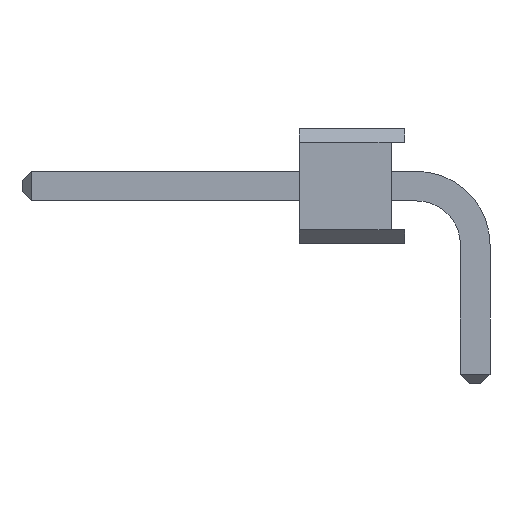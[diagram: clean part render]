
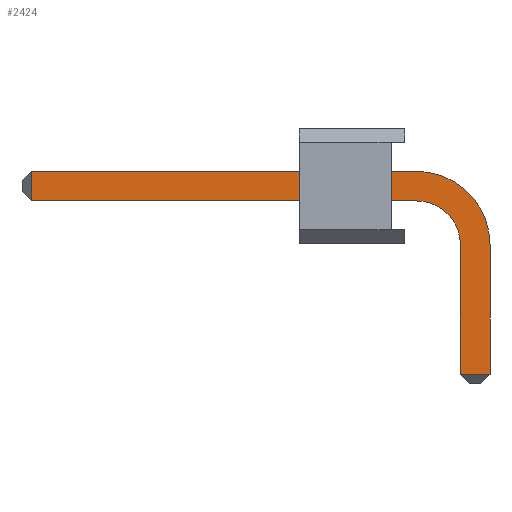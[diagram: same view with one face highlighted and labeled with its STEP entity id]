
A CAD part, left-side view. The second image highlights one B-rep face of the part: STEP entity #2424.
In plain terms, the highlighted planar face has unit normal (-1, 0, 0).
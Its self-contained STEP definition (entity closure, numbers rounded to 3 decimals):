
#63 = LINE ( 'NONE', #4875, #3829 ) ;
#80 = VECTOR ( 'NONE', #2154, 1000. ) ;
#123 = DIRECTION ( 'NONE',  ( 0., 1., 0. ) ) ;
#317 = EDGE_CURVE ( 'NONE', #5715, #6198, #5155, .T. ) ;
#450 = DIRECTION ( 'NONE',  ( 0., 0., -1. ) ) ;
#578 = ORIENTED_EDGE ( 'NONE', *, *, #4512, .T. ) ;
#710 = LINE ( 'NONE', #4527, #2020 ) ;
#800 = ORIENTED_EDGE ( 'NONE', *, *, #3222, .F. ) ;
#879 = DIRECTION ( 'NONE',  ( 1., 0., 0. ) ) ;
#970 = ORIENTED_EDGE ( 'NONE', *, *, #1599, .F. ) ;
#1015 = EDGE_LOOP ( 'NONE', ( #1357, #1441, #578, #800, #2958, #970, #1058, #2669 ) ) ;
#1058 = ORIENTED_EDGE ( 'NONE', *, *, #1364, .F. ) ;
#1077 = DIRECTION ( 'NONE',  ( 0., 0., 1. ) ) ;
#1114 = LINE ( 'NONE', #3059, #5493 ) ;
#1174 = DIRECTION ( 'NONE',  ( 0., 0., -1. ) ) ;
#1180 = CIRCLE ( 'NONE', #5536, 1.59 ) ;
#1357 = ORIENTED_EDGE ( 'NONE', *, *, #317, .T. ) ;
#1364 = EDGE_CURVE ( 'NONE', #1617, #5076, #1957, .T. ) ;
#1441 = ORIENTED_EDGE ( 'NONE', *, *, #1833, .T. ) ;
#1448 = EDGE_CURVE ( 'NONE', #3299, #2590, #2421, .T. ) ;
#1599 = EDGE_CURVE ( 'NONE', #5076, #3299, #1180, .T. ) ;
#1617 = VERTEX_POINT ( 'NONE', #2829 ) ;
#1760 = DIRECTION ( 'NONE',  ( 0., -1., 0. ) ) ;
#1833 = EDGE_CURVE ( 'NONE', #6198, #6139, #2194, .T. ) ;
#1917 = DIRECTION ( 'NONE',  ( 1., 0., 0. ) ) ;
#1957 = LINE ( 'NONE', #2274, #4417 ) ;
#1991 = AXIS2_PLACEMENT_3D ( 'NONE', #5233, #2282, #5717 ) ;
#2020 = VECTOR ( 'NONE', #1077, 1000. ) ;
#2150 = CARTESIAN_POINT ( 'NONE',  ( -0.32, -0.32, 0. ) ) ;
#2154 = DIRECTION ( 'NONE',  ( 0., -1., 0. ) ) ;
#2194 = CIRCLE ( 'NONE', #3000, 0.95 ) ;
#2274 = CARTESIAN_POINT ( 'NONE',  ( -0.32, 1.27, 1.59 ) ) ;
#2282 = DIRECTION ( 'NONE',  ( 1., 0., 0. ) ) ;
#2421 = LINE ( 'NONE', #4606, #3721 ) ;
#2424 = ADVANCED_FACE ( 'NONE', ( #4874 ), #6182, .F. ) ;
#2488 = CARTESIAN_POINT ( 'NONE',  ( -0.32, 9.61, 0.95 ) ) ;
#2590 = VERTEX_POINT ( 'NONE', #4569 ) ;
#2669 = ORIENTED_EDGE ( 'NONE', *, *, #4730, .F. ) ;
#2822 = CARTESIAN_POINT ( 'NONE',  ( -0.32, 0.32, 0. ) ) ;
#2829 = CARTESIAN_POINT ( 'NONE',  ( -0.32, 9.61, 1.59 ) ) ;
#2958 = ORIENTED_EDGE ( 'NONE', *, *, #1448, .F. ) ;
#3000 = AXIS2_PLACEMENT_3D ( 'NONE', #4858, #1917, #5360 ) ;
#3059 = CARTESIAN_POINT ( 'NONE',  ( -0.32, -0.32, -2.8 ) ) ;
#3222 = EDGE_CURVE ( 'NONE', #2590, #6213, #1114, .T. ) ;
#3299 = VERTEX_POINT ( 'NONE', #2150 ) ;
#3721 = VECTOR ( 'NONE', #1174, 1000. ) ;
#3821 = CARTESIAN_POINT ( 'NONE',  ( -0.32, 1.27, 0. ) ) ;
#3829 = VECTOR ( 'NONE', #450, 1000. ) ;
#4317 = DIRECTION ( 'NONE',  ( 0., 0., 1. ) ) ;
#4367 = CARTESIAN_POINT ( 'NONE',  ( -0.32, 1.27, 0.95 ) ) ;
#4417 = VECTOR ( 'NONE', #1760, 1000. ) ;
#4512 = EDGE_CURVE ( 'NONE', #6139, #6213, #63, .T. ) ;
#4527 = CARTESIAN_POINT ( 'NONE',  ( -0.32, 9.61, 1.59 ) ) ;
#4569 = CARTESIAN_POINT ( 'NONE',  ( -0.32, -0.32, -2.8 ) ) ;
#4606 = CARTESIAN_POINT ( 'NONE',  ( -0.32, -0.32, -3. ) ) ;
#4730 = EDGE_CURVE ( 'NONE', #5715, #1617, #710, .T. ) ;
#4858 = CARTESIAN_POINT ( 'NONE',  ( -0.32, 1.27, 0. ) ) ;
#4874 = FACE_OUTER_BOUND ( 'NONE', #1015, .T. ) ;
#4875 = CARTESIAN_POINT ( 'NONE',  ( -0.32, 0.32, -3. ) ) ;
#5076 = VERTEX_POINT ( 'NONE', #5983 ) ;
#5155 = LINE ( 'NONE', #5599, #80 ) ;
#5233 = CARTESIAN_POINT ( 'NONE',  ( -0.32, 1.27, 1.59 ) ) ;
#5360 = DIRECTION ( 'NONE',  ( 0., 0., 1. ) ) ;
#5363 = CARTESIAN_POINT ( 'NONE',  ( -0.32, 0.32, -2.8 ) ) ;
#5493 = VECTOR ( 'NONE', #123, 1000. ) ;
#5536 = AXIS2_PLACEMENT_3D ( 'NONE', #3821, #879, #4317 ) ;
#5599 = CARTESIAN_POINT ( 'NONE',  ( -0.32, 1.27, 0.95 ) ) ;
#5715 = VERTEX_POINT ( 'NONE', #2488 ) ;
#5717 = DIRECTION ( 'NONE',  ( 0., 0., -1. ) ) ;
#5983 = CARTESIAN_POINT ( 'NONE',  ( -0.32, 1.27, 1.59 ) ) ;
#6139 = VERTEX_POINT ( 'NONE', #2822 ) ;
#6182 = PLANE ( 'NONE',  #1991 ) ;
#6198 = VERTEX_POINT ( 'NONE', #4367 ) ;
#6213 = VERTEX_POINT ( 'NONE', #5363 ) ;
